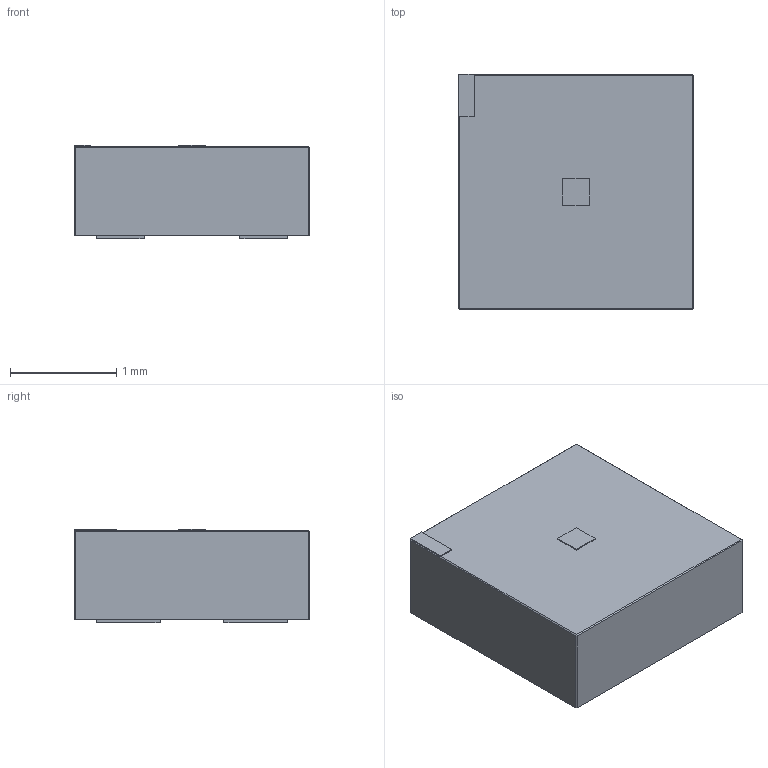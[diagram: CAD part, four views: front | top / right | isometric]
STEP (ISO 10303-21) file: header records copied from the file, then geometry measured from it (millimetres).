
FILE_DESCRIPTION(/* description */ (''),/* implementation_level */ '2;1');
FILE_NAME(/* name */ 'LTR-329ALS-01_LTO v1.step',/* time_stamp */ '2022-01-27T12:59:13-08:00',/* author */ (''),/* organization */ (''),/* preprocessor_version */ 'ST-DEVELOPER v18.1',/* originating_system */ 'Autodesk Translation Framework v10.13.0.1454',/* authorisation */ '');
FILE_SCHEMA (('AUTOMOTIVE_DESIGN { 1 0 10303 214 3 1 1 }'));
Length unit declared in the file: millimetre
Products named in the file (1): LTR-329ALS-01_LTO
Bounding box: 2.21 x 2.21 x 0.88 mm (x, y, z)
Volume: 4.1 mm3; surface area: 19.8 mm2
Topology: 7 solids, 7 shells, 54 faces, 108 edges, 68 vertices
Faces by surface type: plane 54
Entity records: 1410 total; most frequent: CARTESIAN_POINT 231, DIRECTION 218, ORIENTED_EDGE 216, LINE 108, VECTOR 108, EDGE_CURVE 108, VERTEX_POINT 68, AXIS2_PLACEMENT_3D 55
